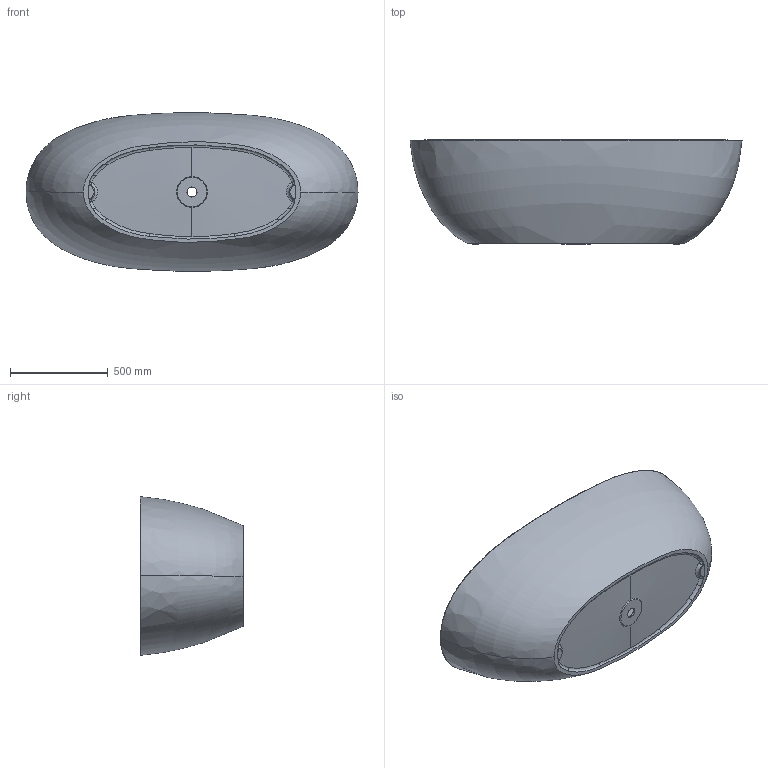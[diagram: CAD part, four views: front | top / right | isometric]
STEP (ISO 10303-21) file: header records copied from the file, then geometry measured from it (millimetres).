
FILE_DESCRIPTION (( 'STEP AP203' ), '1' );
FILE_NAME ('6301581710.STEP', '2020-12-16T22:49:27', ( '' ), ( '' ), 'SwSTEP 2.0', 'SolidWorks 2019', '' );
FILE_SCHEMA (( 'CONFIG_CONTROL_DESIGN' ));
Length unit declared in the file: millimetre
Products named in the file (1): 6301581710
Bounding box: 1701.9 x 533 x 812.75 mm (x, y, z)
Volume: 45379272.1 mm3; surface area: 5104805.4 mm2
Topology: 1 solids, 1 shells, 81 faces, 202 edges, 124 vertices
Faces by surface type: bspline 56, cone 8, sphere 6, plane 5, torus 4, cylinder 2
Entity records: 15528 total; most frequent: CARTESIAN_POINT 13931, ORIENTED_EDGE 404, EDGE_CURVE 202, DIRECTION 192, B_SPLINE_CURVE_WITH_KNOTS 126, VERTEX_POINT 124, AXIS2_PLACEMENT_3D 90, EDGE_LOOP 84
